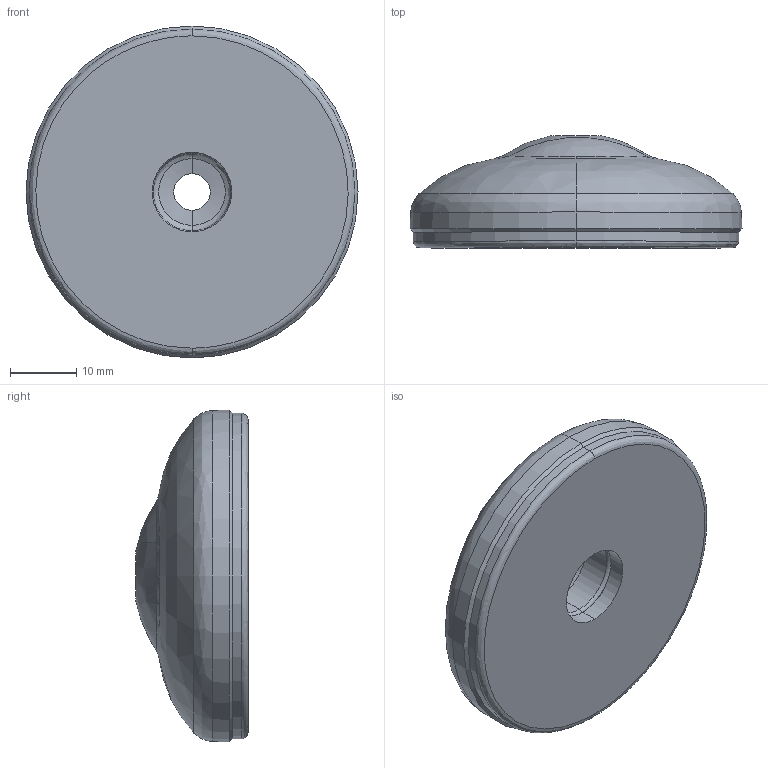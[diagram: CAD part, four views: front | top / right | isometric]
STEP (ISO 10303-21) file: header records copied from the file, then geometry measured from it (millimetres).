
FILE_DESCRIPTION (( 'STEP AP214' ), '1' );
FILE_NAME ('098e050eg.STEP', '2014-08-25T08:50:57', ( '' ), ( '' ), 'SwSTEP 2.0', 'SolidWorks 2014', '' );
FILE_SCHEMA (( 'AUTOMOTIVE_DESIGN' ));
Length unit declared in the file: millimetre
Products named in the file (1): 098e050eg
Bounding box: 49.97 x 16.86 x 49.97 mm (x, y, z)
Volume: 21418.2 mm3; surface area: 11583.7 mm2
Topology: 2 solids, 2 shells, 61 faces, 134 edges, 77 vertices
Faces by surface type: bspline 28, cone 14, cylinder 14, plane 5
Entity records: 2912 total; most frequent: CARTESIAN_POINT 925, DIRECTION 284, ORIENTED_EDGE 264, EDGE_CURVE 132, AXIS2_PLACEMENT_3D 128, CIRCLE 94, VERTEX_POINT 77, EDGE_LOOP 67
